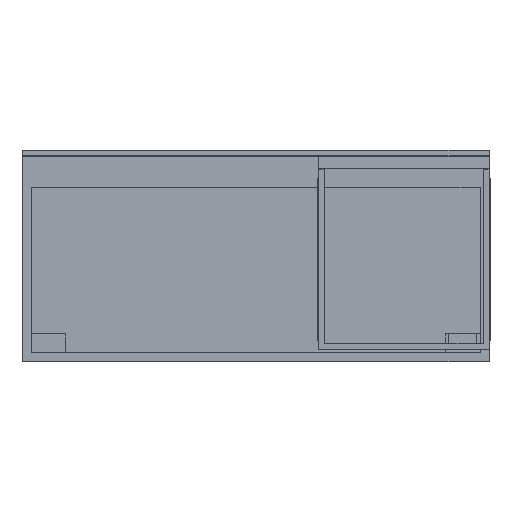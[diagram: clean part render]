
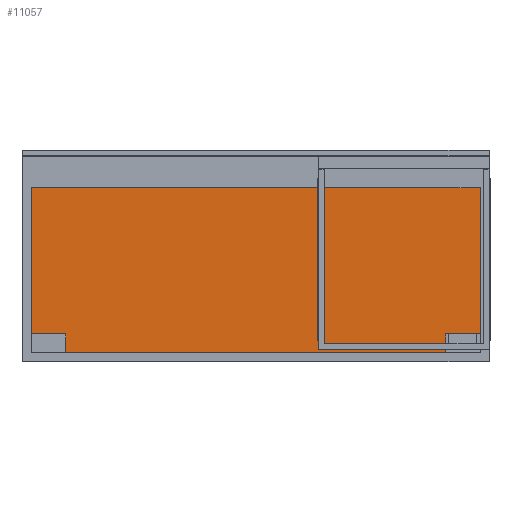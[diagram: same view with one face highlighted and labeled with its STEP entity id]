
A CAD part, front view. The second image highlights one B-rep face of the part: STEP entity #11057.
In plain terms, the highlighted planar face has unit normal (0, -1, 0).
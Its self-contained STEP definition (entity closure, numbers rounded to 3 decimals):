
#127 = VERTEX_POINT ( 'NONE', #12113 ) ;
#646 = LINE ( 'NONE', #6170, #9135 ) ;
#666 = CARTESIAN_POINT ( 'NONE',  ( 720., 0.8, -630. ) ) ;
#720 = ORIENTED_EDGE ( 'NONE', *, *, #2149, .F. ) ;
#797 = VERTEX_POINT ( 'NONE', #10962 ) ;
#826 = CARTESIAN_POINT ( 'NONE',  ( -720., 0.8, -570. ) ) ;
#908 = CARTESIAN_POINT ( 'NONE',  ( 0., 0.8, 0. ) ) ;
#1324 = VECTOR ( 'NONE', #9565, 1000. ) ;
#1478 = EDGE_CURVE ( 'NONE', #6416, #797, #2705, .T. ) ;
#1566 = LINE ( 'NONE', #5552, #1324 ) ;
#1672 = EDGE_CURVE ( 'NONE', #11553, #12937, #3022, .T. ) ;
#1675 = DIRECTION ( 'NONE',  ( -1., 0., 0. ) ) ;
#1699 = DIRECTION ( 'NONE',  ( 0., 1., 0. ) ) ;
#2124 = ORIENTED_EDGE ( 'NONE', *, *, #1672, .F. ) ;
#2149 = EDGE_CURVE ( 'NONE', #127, #6416, #12274, .T. ) ;
#2378 = EDGE_CURVE ( 'NONE', #11553, #7189, #11552, .T. ) ;
#2705 = LINE ( 'NONE', #826, #2925 ) ;
#2714 = CARTESIAN_POINT ( 'NONE',  ( 610., 0.8, -630. ) ) ;
#2809 = CARTESIAN_POINT ( 'NONE',  ( -610., 0.8, -570. ) ) ;
#2925 = VECTOR ( 'NONE', #1675, 1000. ) ;
#3022 = LINE ( 'NONE', #8086, #10061 ) ;
#3086 = DIRECTION ( 'NONE',  ( -1., 0., 0. ) ) ;
#4034 = EDGE_CURVE ( 'NONE', #11064, #797, #1566, .T. ) ;
#4064 = CARTESIAN_POINT ( 'NONE',  ( -720., 0.8, -630. ) ) ;
#4404 = ORIENTED_EDGE ( 'NONE', *, *, #1478, .F. ) ;
#4444 = CARTESIAN_POINT ( 'NONE',  ( -610., 0.8, -630. ) ) ;
#4897 = PLANE ( 'NONE',  #8119 ) ;
#4993 = DIRECTION ( 'NONE',  ( 1., 0., 0. ) ) ;
#5067 = CARTESIAN_POINT ( 'NONE',  ( 610., 0.8, -630. ) ) ;
#5122 = DIRECTION ( 'NONE',  ( -1., 0., 0. ) ) ;
#5201 = CARTESIAN_POINT ( 'NONE',  ( 720., 0.8, -570. ) ) ;
#5329 = VECTOR ( 'NONE', #4993, 1000. ) ;
#5457 = CARTESIAN_POINT ( 'NONE',  ( 610., 0.8, -570. ) ) ;
#5552 = CARTESIAN_POINT ( 'NONE',  ( -720., 0.8, -630. ) ) ;
#5936 = FACE_OUTER_BOUND ( 'NONE', #12200, .T. ) ;
#6170 = CARTESIAN_POINT ( 'NONE',  ( -720., 0.8, -101. ) ) ;
#6416 = VERTEX_POINT ( 'NONE', #2809 ) ;
#6790 = VECTOR ( 'NONE', #7906, 1000. ) ;
#6858 = EDGE_CURVE ( 'NONE', #12937, #10330, #11725, .T. ) ;
#7086 = ORIENTED_EDGE ( 'NONE', *, *, #7342, .T. ) ;
#7189 = VERTEX_POINT ( 'NONE', #12616 ) ;
#7342 = EDGE_CURVE ( 'NONE', #127, #10330, #9070, .T. ) ;
#7906 = DIRECTION ( 'NONE',  ( 0., 0., -1. ) ) ;
#7980 = VECTOR ( 'NONE', #8463, 1000. ) ;
#8086 = CARTESIAN_POINT ( 'NONE',  ( 720., 0.8, -570. ) ) ;
#8119 = AXIS2_PLACEMENT_3D ( 'NONE', #908, #1699, #9696 ) ;
#8385 = EDGE_CURVE ( 'NONE', #7189, #11064, #646, .T. ) ;
#8442 = ORIENTED_EDGE ( 'NONE', *, *, #8385, .T. ) ;
#8463 = DIRECTION ( 'NONE',  ( 0., 0., 1. ) ) ;
#9070 = LINE ( 'NONE', #4064, #5329 ) ;
#9135 = VECTOR ( 'NONE', #5122, 1000. ) ;
#9506 = DIRECTION ( 'NONE',  ( 0., 0., 1. ) ) ;
#9565 = DIRECTION ( 'NONE',  ( 0., 0., -1. ) ) ;
#9696 = DIRECTION ( 'NONE',  ( 0., 0., 1. ) ) ;
#10061 = VECTOR ( 'NONE', #3086, 1000. ) ;
#10280 = VECTOR ( 'NONE', #9506, 1000. ) ;
#10330 = VERTEX_POINT ( 'NONE', #5067 ) ;
#10764 = ORIENTED_EDGE ( 'NONE', *, *, #4034, .T. ) ;
#10816 = ORIENTED_EDGE ( 'NONE', *, *, #6858, .F. ) ;
#10962 = CARTESIAN_POINT ( 'NONE',  ( -720., 0.8, -570. ) ) ;
#11057 = ADVANCED_FACE ( 'NONE', ( #5936 ), #4897, .F. ) ;
#11064 = VERTEX_POINT ( 'NONE', #12841 ) ;
#11552 = LINE ( 'NONE', #666, #10280 ) ;
#11553 = VERTEX_POINT ( 'NONE', #5201 ) ;
#11725 = LINE ( 'NONE', #2714, #6790 ) ;
#12113 = CARTESIAN_POINT ( 'NONE',  ( -610., 0.8, -630. ) ) ;
#12200 = EDGE_LOOP ( 'NONE', ( #720, #7086, #10816, #2124, #12965, #8442, #10764, #4404 ) ) ;
#12274 = LINE ( 'NONE', #4444, #7980 ) ;
#12616 = CARTESIAN_POINT ( 'NONE',  ( 720., 0.8, -101. ) ) ;
#12841 = CARTESIAN_POINT ( 'NONE',  ( -720., 0.8, -101. ) ) ;
#12937 = VERTEX_POINT ( 'NONE', #5457 ) ;
#12965 = ORIENTED_EDGE ( 'NONE', *, *, #2378, .T. ) ;
